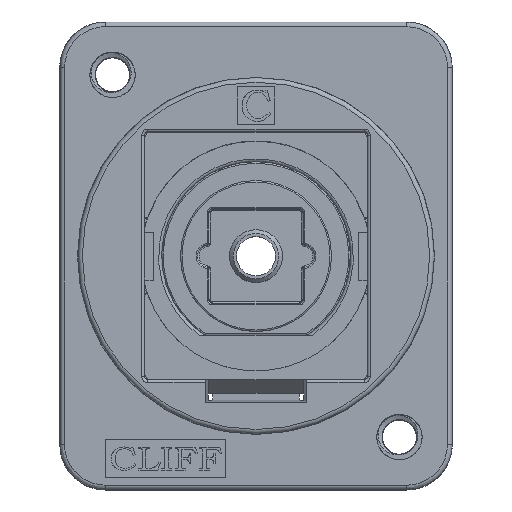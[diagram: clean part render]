
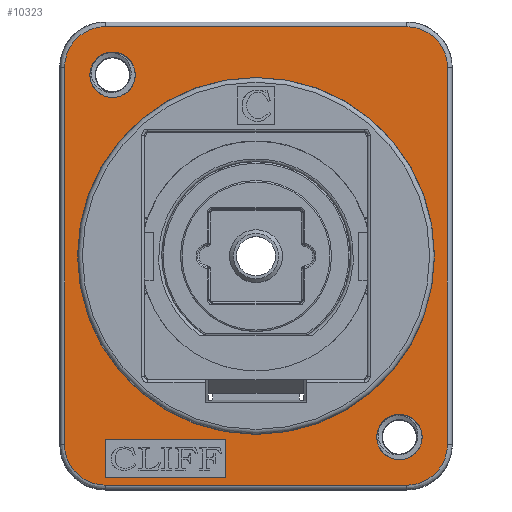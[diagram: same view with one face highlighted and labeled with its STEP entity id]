
A CAD part, top view. The second image highlights one B-rep face of the part: STEP entity #10323.
In plain terms, the highlighted planar face has unit normal (0, 0, 1).
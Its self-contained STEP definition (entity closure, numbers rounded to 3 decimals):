
#132=ELLIPSE('',#11138,2.7,2.7);
#133=ELLIPSE('',#11139,2.7,2.7);
#134=ELLIPSE('',#11140,2.7,2.7);
#135=ELLIPSE('',#11141,2.7,2.7);
#429=FACE_BOUND('',#1731,.T.);
#430=FACE_BOUND('',#1732,.T.);
#431=FACE_BOUND('',#1733,.T.);
#432=FACE_BOUND('',#1734,.T.);
#689=PLANE('',#11137);
#1178=FACE_OUTER_BOUND('',#1730,.T.);
#1730=EDGE_LOOP('',(#8903,#8904,#8905,#8906,#8907,#8908,#8909,#8910));
#1731=EDGE_LOOP('',(#8911));
#1732=EDGE_LOOP('',(#8912));
#1733=EDGE_LOOP('',(#8913,#8914,#8915,#8916));
#1734=EDGE_LOOP('',(#8917));
#2636=LINE('',#17910,#3538);
#2640=LINE('',#17918,#3542);
#2643=LINE('',#17924,#3545);
#2646=LINE('',#17929,#3548);
#2667=LINE('',#18008,#3569);
#2668=LINE('',#18012,#3570);
#2669=LINE('',#18016,#3571);
#2670=LINE('',#18019,#3572);
#3538=VECTOR('',#13457,2.5);
#3542=VECTOR('',#13463,8.);
#3545=VECTOR('',#13468,2.5);
#3548=VECTOR('',#13473,8.);
#3569=VECTOR('',#13546,24.965);
#3570=VECTOR('',#13549,19.965);
#3571=VECTOR('',#13552,24.965);
#3572=VECTOR('',#13555,19.965);
#3599=CIRCLE('',#10406,1.5);
#3601=CIRCLE('',#10409,1.5);
#3839=CIRCLE('',#10941,11.823);
#3900=VERTEX_POINT('',#13703);
#3902=VERTEX_POINT('',#13709);
#4439=VERTEX_POINT('',#15942);
#4731=VERTEX_POINT('',#17908);
#4732=VERTEX_POINT('',#17909);
#4735=VERTEX_POINT('',#17917);
#4737=VERTEX_POINT('',#17923);
#4755=VERTEX_POINT('',#18004);
#4756=VERTEX_POINT('',#18005);
#4757=VERTEX_POINT('',#18007);
#4758=VERTEX_POINT('',#18009);
#4759=VERTEX_POINT('',#18011);
#4760=VERTEX_POINT('',#18013);
#4761=VERTEX_POINT('',#18015);
#4762=VERTEX_POINT('',#18017);
#4825=EDGE_CURVE('',#3900,#3900,#3599,.T.);
#4828=EDGE_CURVE('',#3902,#3902,#3601,.T.);
#5648=EDGE_CURVE('',#4439,#4439,#3839,.T.);
#6122=EDGE_CURVE('',#4731,#4732,#2636,.T.);
#6126=EDGE_CURVE('',#4735,#4731,#2640,.T.);
#6129=EDGE_CURVE('',#4737,#4735,#2643,.T.);
#6132=EDGE_CURVE('',#4732,#4737,#2646,.T.);
#6166=EDGE_CURVE('',#4755,#4756,#132,.T.);
#6167=EDGE_CURVE('',#4757,#4755,#2667,.T.);
#6168=EDGE_CURVE('',#4758,#4757,#133,.T.);
#6169=EDGE_CURVE('',#4759,#4758,#2668,.T.);
#6170=EDGE_CURVE('',#4760,#4759,#134,.T.);
#6171=EDGE_CURVE('',#4761,#4760,#2669,.T.);
#6172=EDGE_CURVE('',#4762,#4761,#135,.T.);
#6173=EDGE_CURVE('',#4756,#4762,#2670,.T.);
#8903=ORIENTED_EDGE('',*,*,#6166,.F.);
#8904=ORIENTED_EDGE('',*,*,#6167,.F.);
#8905=ORIENTED_EDGE('',*,*,#6168,.F.);
#8906=ORIENTED_EDGE('',*,*,#6169,.F.);
#8907=ORIENTED_EDGE('',*,*,#6170,.F.);
#8908=ORIENTED_EDGE('',*,*,#6171,.F.);
#8909=ORIENTED_EDGE('',*,*,#6172,.F.);
#8910=ORIENTED_EDGE('',*,*,#6173,.F.);
#8911=ORIENTED_EDGE('',*,*,#4825,.T.);
#8912=ORIENTED_EDGE('',*,*,#4828,.T.);
#8913=ORIENTED_EDGE('',*,*,#6122,.T.);
#8914=ORIENTED_EDGE('',*,*,#6132,.T.);
#8915=ORIENTED_EDGE('',*,*,#6129,.T.);
#8916=ORIENTED_EDGE('',*,*,#6126,.T.);
#8917=ORIENTED_EDGE('',*,*,#5648,.T.);
#10323=ADVANCED_FACE('',(#1178,#429,#430,#431,#432),#689,.T.);
#10406=AXIS2_PLACEMENT_3D('',#13705,#11208,#11209);
#10409=AXIS2_PLACEMENT_3D('',#13711,#11215,#11216);
#10941=AXIS2_PLACEMENT_3D('',#15943,#12791,#12792);
#11137=AXIS2_PLACEMENT_3D('',#18003,#13542,#13543);
#11138=AXIS2_PLACEMENT_3D('',#18006,#13544,#13545);
#11139=AXIS2_PLACEMENT_3D('',#18010,#13547,#13548);
#11140=AXIS2_PLACEMENT_3D('',#18014,#13550,#13551);
#11141=AXIS2_PLACEMENT_3D('',#18018,#13553,#13554);
#11208=DIRECTION('center_axis',(0.,0.,
-1.));
#11209=DIRECTION('ref_axis',(-1.,0.,0.));
#11215=DIRECTION('center_axis',(0.,0.,
-1.));
#11216=DIRECTION('ref_axis',(-1.,0.,0.));
#12791=DIRECTION('center_axis',(0.,0.,
-1.));
#12792=DIRECTION('ref_axis',(-1.,0.,0.));
#13457=DIRECTION('',(0.,1.,0.));
#13463=DIRECTION('',(-1.,0.,0.));
#13468=DIRECTION('',(0.,-1.,0.));
#13473=DIRECTION('',(1.,0.,0.));
#13542=DIRECTION('center_axis',(0.,0.,
1.));
#13543=DIRECTION('ref_axis',(1.,0.,0.));
#13544=DIRECTION('center_axis',(0.,0.,
-1.));
#13545=DIRECTION('ref_axis',(-0.707,0.707,0.));
#13546=DIRECTION('',(0.,1.,0.));
#13547=DIRECTION('center_axis',(0.,0.,
-1.));
#13548=DIRECTION('ref_axis',(-0.707,-0.707,0.));
#13549=DIRECTION('',(-1.,0.,0.));
#13550=DIRECTION('center_axis',(0.,0.,
-1.));
#13551=DIRECTION('ref_axis',(0.707,-0.707,0.));
#13552=DIRECTION('',(0.,-1.,0.));
#13553=DIRECTION('center_axis',(0.,0.,
-1.));
#13554=DIRECTION('ref_axis',(0.707,0.707,0.));
#13555=DIRECTION('',(1.,0.,0.));
#13703=CARTESIAN_POINT('',(11.,-12.,2.3));
#13705=CARTESIAN_POINT('Origin',(9.5,-12.,2.3));
#13709=CARTESIAN_POINT('',(-8.,12.,2.3));
#13711=CARTESIAN_POINT('Origin',(-9.5,12.,2.3));
#15942=CARTESIAN_POINT('',(11.823,0.,2.3));
#15943=CARTESIAN_POINT('Origin',(0.,0.,
2.3));
#17908=CARTESIAN_POINT('',(-10.,-14.683,2.3));
#17909=CARTESIAN_POINT('',(-10.,-12.183,2.3));
#17910=CARTESIAN_POINT('',(-10.,-7.341,2.3));
#17917=CARTESIAN_POINT('',(-2.,-14.683,2.3));
#17918=CARTESIAN_POINT('',(-1.,-14.683,2.3));
#17923=CARTESIAN_POINT('',(-2.,-12.183,2.3));
#17924=CARTESIAN_POINT('',(-2.,-6.091,2.3));
#17929=CARTESIAN_POINT('',(-5.,-12.183,2.3));
#18003=CARTESIAN_POINT('Origin',(0.,0.,
2.3));
#18004=CARTESIAN_POINT('',(-12.683,12.483,2.3));
#18005=CARTESIAN_POINT('',(-9.983,15.183,2.3));
#18006=CARTESIAN_POINT('Origin',(-9.982,12.482,2.3));
#18007=CARTESIAN_POINT('',(-12.683,-12.483,2.3));
#18008=CARTESIAN_POINT('',(-12.683,-7.75,2.3));
#18009=CARTESIAN_POINT('',(-9.983,-15.183,2.3));
#18010=CARTESIAN_POINT('Origin',(-9.982,-12.482,2.3));
#18011=CARTESIAN_POINT('',(9.983,-15.183,2.3));
#18012=CARTESIAN_POINT('',(6.5,-15.183,2.3));
#18013=CARTESIAN_POINT('',(12.683,-12.483,2.3));
#18014=CARTESIAN_POINT('Origin',(9.982,-12.482,2.3));
#18015=CARTESIAN_POINT('',(12.683,12.483,2.3));
#18016=CARTESIAN_POINT('',(12.683,7.75,2.3));
#18017=CARTESIAN_POINT('',(9.983,15.183,2.3));
#18018=CARTESIAN_POINT('Origin',(9.982,12.482,2.3));
#18019=CARTESIAN_POINT('',(-6.5,15.183,2.3));
